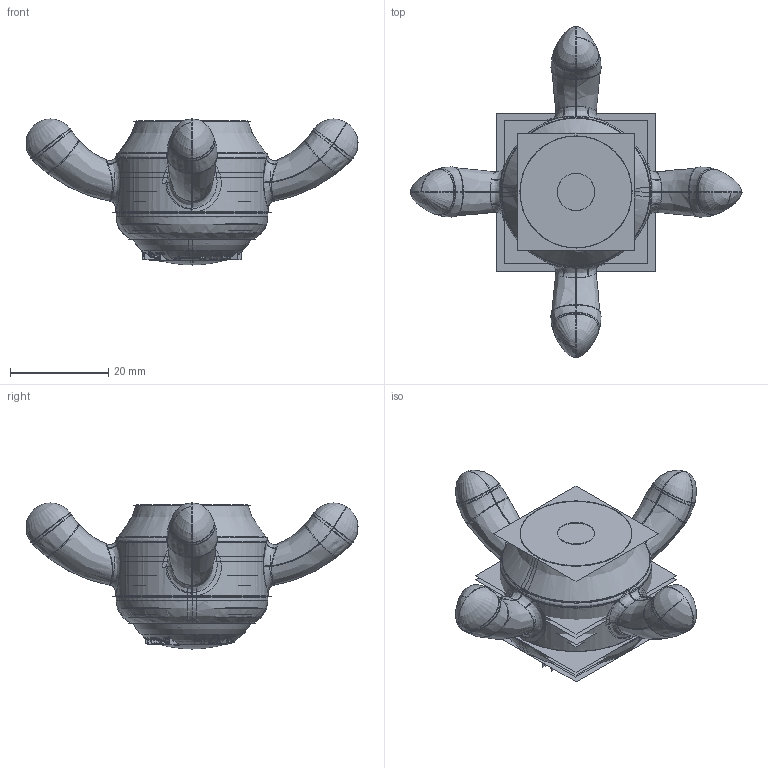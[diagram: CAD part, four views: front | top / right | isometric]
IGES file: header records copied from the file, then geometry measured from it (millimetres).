
Start section:  PTC IGES file: V2.igs
Global section: file name: V2.igs; native system: Pro/ENGINEER by Parametric Technology Corporation; preprocessor: 2009210; author: Administrator; organization: Unknown; date: 20141206.155616; units: millimetre
Bounding box: 67.74 x 67.74 x 29.8 mm (x, y, z)
Volume: 16830.7 mm3; surface area: 86216.1 mm2
Topology: 4 solids, 8 shells, 1524 faces, 7544 edges, 9199 vertices
Faces by surface type: bspline 1158, revolution 206, extrusion 160
